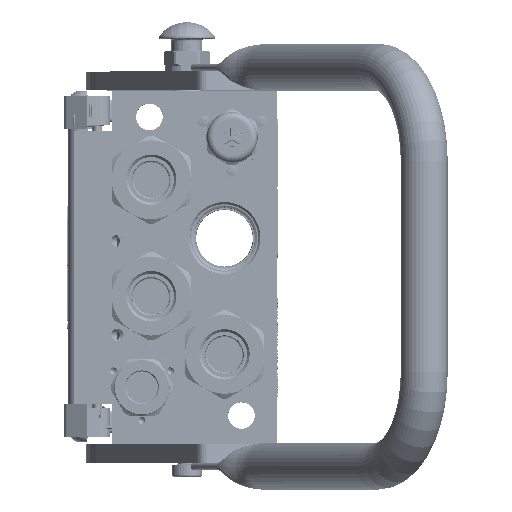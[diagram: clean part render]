
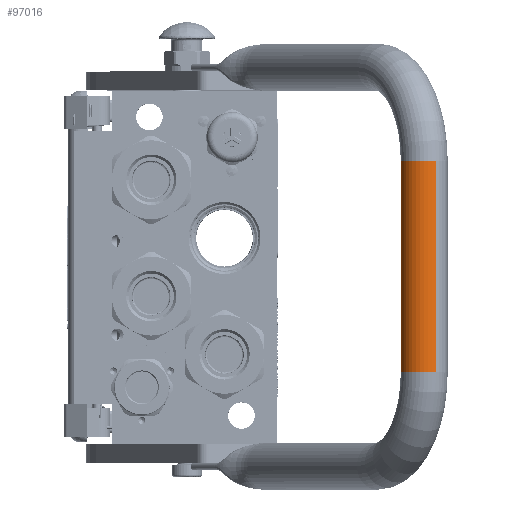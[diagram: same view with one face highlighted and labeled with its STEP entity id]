
A CAD part, top view. The second image highlights one B-rep face of the part: STEP entity #97016.
In plain terms, the highlighted cylindrical face has radius 12.5 mm (diameter 25 mm), a partial arc.
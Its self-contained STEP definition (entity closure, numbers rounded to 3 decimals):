
#8564 = DIRECTION ( 'NONE',  ( 1., 0., 0. ) ) ;
#16503 = ORIENTED_EDGE ( 'NONE', *, *, #137691, .T. ) ;
#19591 = VERTEX_POINT ( 'NONE', #61148 ) ;
#21244 = CARTESIAN_POINT ( 'NONE',  ( -56.25, 0., 167.5 ) ) ;
#26478 = VERTEX_POINT ( 'NONE', #196387 ) ;
#27693 = VECTOR ( 'NONE', #8564, 1000. ) ;
#36435 = EDGE_CURVE ( 'NONE', #189443, #102867, #37658, .T. ) ;
#37658 = LINE ( 'NONE', #69989, #27693 ) ;
#44612 = FACE_OUTER_BOUND ( 'NONE', #79569, .T. ) ;
#46206 = CARTESIAN_POINT ( 'NONE',  ( -56.25, 0., 167.5 ) ) ;
#53492 = DIRECTION ( 'NONE',  ( 1., 0., 0. ) ) ;
#55198 = DIRECTION ( 'NONE',  ( 1., 0., 0. ) ) ;
#61148 = CARTESIAN_POINT ( 'NONE',  ( -56.25, 0., 155. ) ) ;
#61535 = CARTESIAN_POINT ( 'NONE',  ( 56.25, 0., 180. ) ) ;
#69989 = CARTESIAN_POINT ( 'NONE',  ( -56.25, 0., 180. ) ) ;
#79569 = EDGE_LOOP ( 'NONE', ( #155805, #159515, #191873, #16503 ) ) ;
#83714 = AXIS2_PLACEMENT_3D ( 'NONE', #21244, #130890, #130213 ) ;
#88721 = CARTESIAN_POINT ( 'NONE',  ( -56.25, 0., 155. ) ) ;
#91574 = CIRCLE ( 'NONE', #83714, 12.5 ) ;
#95823 = DIRECTION ( 'NONE',  ( 0., 0., -1. ) ) ;
#97016 = ADVANCED_FACE ( 'NONE', ( #44612 ), #136968, .T. ) ;
#102867 = VERTEX_POINT ( 'NONE', #61535 ) ;
#104522 = VECTOR ( 'NONE', #55198, 1000. ) ;
#111964 = LINE ( 'NONE', #88721, #104522 ) ;
#125046 = AXIS2_PLACEMENT_3D ( 'NONE', #46206, #174641, #95823 ) ;
#130213 = DIRECTION ( 'NONE',  ( 0., 0., 1. ) ) ;
#130890 = DIRECTION ( 'NONE',  ( 1., 0., 0. ) ) ;
#133784 = DIRECTION ( 'NONE',  ( 0., 0., 1. ) ) ;
#136968 = CYLINDRICAL_SURFACE ( 'NONE', #125046, 12.5 ) ;
#137691 = EDGE_CURVE ( 'NONE', #189443, #19591, #91574, .T. ) ;
#138297 = CIRCLE ( 'NONE', #141450, 12.5 ) ;
#141450 = AXIS2_PLACEMENT_3D ( 'NONE', #149076, #53492, #133784 ) ;
#143824 = EDGE_CURVE ( 'NONE', #19591, #26478, #111964, .T. ) ;
#149076 = CARTESIAN_POINT ( 'NONE',  ( 56.25, 0., 167.5 ) ) ;
#155805 = ORIENTED_EDGE ( 'NONE', *, *, #143824, .T. ) ;
#159515 = ORIENTED_EDGE ( 'NONE', *, *, #198542, .F. ) ;
#174641 = DIRECTION ( 'NONE',  ( -1., 0., 0. ) ) ;
#189443 = VERTEX_POINT ( 'NONE', #204741 ) ;
#191873 = ORIENTED_EDGE ( 'NONE', *, *, #36435, .F. ) ;
#196387 = CARTESIAN_POINT ( 'NONE',  ( 56.25, 0., 155. ) ) ;
#198542 = EDGE_CURVE ( 'NONE', #102867, #26478, #138297, .T. ) ;
#204741 = CARTESIAN_POINT ( 'NONE',  ( -56.25, 0., 180. ) ) ;
